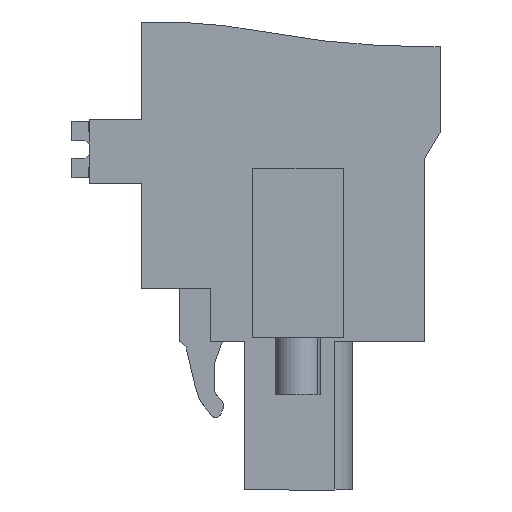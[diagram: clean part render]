
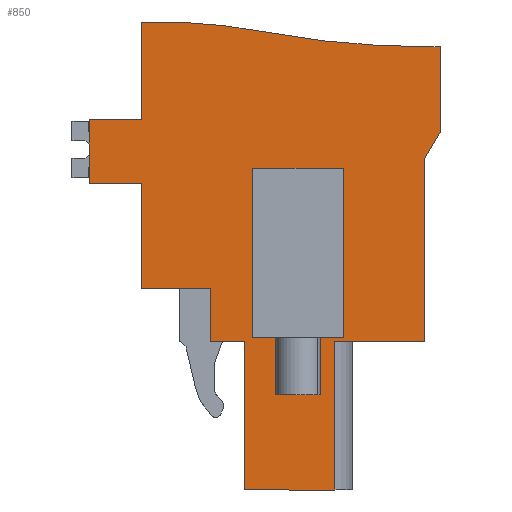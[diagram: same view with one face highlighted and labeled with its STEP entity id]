
A CAD part, left-side view. The second image highlights one B-rep face of the part: STEP entity #850.
In plain terms, the highlighted planar face has unit normal (-1, 0, 0).
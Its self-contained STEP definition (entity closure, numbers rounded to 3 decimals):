
#692=AXIS2_PLACEMENT_3D('Plane Axis2P3D',#689,#690,#691) ;
#705=AXIS2_PLACEMENT_3D('Circle Axis2P3D',#703,#704,$) ;
#712=AXIS2_PLACEMENT_3D('Circle Axis2P3D',#710,#711,$) ;
#49=CARTESIAN_POINT('Vertex',(4.9,12.85,8.35)) ;
#52=CARTESIAN_POINT('Line Origine',(4.9,12.85,9.825)) ;
#56=CARTESIAN_POINT('Vertex',(4.9,12.85,11.3)) ;
#616=CARTESIAN_POINT('Vertex',(4.9,10.937,8.35)) ;
#619=CARTESIAN_POINT('Line Origine',(4.9,11.893,8.35)) ;
#689=CARTESIAN_POINT('Axis2P3D Location',(4.9,3.817,22.4)) ;
#694=CARTESIAN_POINT('Line Origine',(4.9,0.,22.459)) ;
#698=CARTESIAN_POINT('Vertex',(4.9,0.,20.059)) ;
#700=CARTESIAN_POINT('Vertex',(4.9,0.,24.859)) ;
#703=CARTESIAN_POINT('Axis2P3D Location',(4.9,0.92,72.85)) ;
#707=CARTESIAN_POINT('Vertex',(4.9,9.844,25.687)) ;
#710=CARTESIAN_POINT('Axis2P3D Location',(4.9,15.85,-6.057)) ;
#714=CARTESIAN_POINT('Vertex',(4.9,16.75,26.237)) ;
#717=CARTESIAN_POINT('Line Origine',(4.9,16.75,23.494)) ;
#721=CARTESIAN_POINT('Vertex',(4.9,16.75,20.75)) ;
#724=CARTESIAN_POINT('Line Origine',(4.9,18.2,20.75)) ;
#728=CARTESIAN_POINT('Vertex',(4.9,19.65,20.75)) ;
#731=CARTESIAN_POINT('Line Origine',(4.9,19.65,18.975)) ;
#735=CARTESIAN_POINT('Vertex',(4.9,19.65,17.2)) ;
#738=CARTESIAN_POINT('Line Origine',(4.9,18.2,17.2)) ;
#742=CARTESIAN_POINT('Vertex',(4.9,16.75,17.2)) ;
#745=CARTESIAN_POINT('Line Origine',(4.9,16.75,14.25)) ;
#749=CARTESIAN_POINT('Vertex',(4.9,16.75,11.3)) ;
#752=CARTESIAN_POINT('Line Origine',(4.9,14.8,11.3)) ;
#757=CARTESIAN_POINT('Line Origine',(4.9,10.937,4.175)) ;
#761=CARTESIAN_POINT('Vertex',(4.9,10.937,0.)) ;
#764=CARTESIAN_POINT('Line Origine',(4.9,8.414,0.)) ;
#768=CARTESIAN_POINT('Vertex',(4.9,5.891,0.)) ;
#771=CARTESIAN_POINT('Line Origine',(4.9,5.891,4.175)) ;
#775=CARTESIAN_POINT('Vertex',(4.9,5.891,8.35)) ;
#778=CARTESIAN_POINT('Line Origine',(4.9,3.396,8.35)) ;
#782=CARTESIAN_POINT('Vertex',(4.9,0.9,8.35)) ;
#785=CARTESIAN_POINT('Line Origine',(4.9,0.9,13.425)) ;
#789=CARTESIAN_POINT('Vertex',(4.9,0.9,18.5)) ;
#792=CARTESIAN_POINT('Line Origine',(4.9,0.45,19.279)) ;
#816=CARTESIAN_POINT('Line Origine',(4.9,7.964,8.55)) ;
#820=CARTESIAN_POINT('Vertex',(4.9,10.514,8.55)) ;
#822=CARTESIAN_POINT('Vertex',(4.9,5.414,8.55)) ;
#825=CARTESIAN_POINT('Line Origine',(4.9,10.514,13.3)) ;
#829=CARTESIAN_POINT('Vertex',(4.9,10.514,18.05)) ;
#832=CARTESIAN_POINT('Line Origine',(4.9,7.964,18.05)) ;
#836=CARTESIAN_POINT('Vertex',(4.9,5.414,18.05)) ;
#839=CARTESIAN_POINT('Line Origine',(4.9,5.414,13.3)) ;
#53=DIRECTION('Vector Direction',(0.,0.,1.)) ;
#620=DIRECTION('Vector Direction',(0.,1.,0.)) ;
#690=DIRECTION('Axis2P3D Direction',(1.,0.,0.)) ;
#691=DIRECTION('Axis2P3D XDirection',(0.,1.,0.)) ;
#695=DIRECTION('Vector Direction',(0.,0.,1.)) ;
#704=DIRECTION('Axis2P3D Direction',(1.,0.,0.)) ;
#711=DIRECTION('Axis2P3D Direction',(1.,0.,0.)) ;
#718=DIRECTION('Vector Direction',(0.,0.,1.)) ;
#725=DIRECTION('Vector Direction',(0.,-1.,0.)) ;
#732=DIRECTION('Vector Direction',(0.,0.,1.)) ;
#739=DIRECTION('Vector Direction',(0.,1.,0.)) ;
#746=DIRECTION('Vector Direction',(0.,0.,1.)) ;
#753=DIRECTION('Vector Direction',(0.,-1.,0.)) ;
#758=DIRECTION('Vector Direction',(0.,0.,-1.)) ;
#765=DIRECTION('Vector Direction',(0.,-1.,0.)) ;
#772=DIRECTION('Vector Direction',(0.,0.,-1.)) ;
#779=DIRECTION('Vector Direction',(0.,1.,0.)) ;
#786=DIRECTION('Vector Direction',(0.,0.,-1.)) ;
#793=DIRECTION('Vector Direction',(0.,-0.5,0.866)) ;
#817=DIRECTION('Vector Direction',(0.,-1.,0.)) ;
#826=DIRECTION('Vector Direction',(0.,0.,-1.)) ;
#833=DIRECTION('Vector Direction',(0.,-1.,0.)) ;
#840=DIRECTION('Vector Direction',(0.,0.,-1.)) ;
#54=VECTOR('Line Direction',#53,1.) ;
#621=VECTOR('Line Direction',#620,1.) ;
#696=VECTOR('Line Direction',#695,1.) ;
#719=VECTOR('Line Direction',#718,1.) ;
#726=VECTOR('Line Direction',#725,1.) ;
#733=VECTOR('Line Direction',#732,1.) ;
#740=VECTOR('Line Direction',#739,1.) ;
#747=VECTOR('Line Direction',#746,1.) ;
#754=VECTOR('Line Direction',#753,1.) ;
#759=VECTOR('Line Direction',#758,1.) ;
#766=VECTOR('Line Direction',#765,1.) ;
#773=VECTOR('Line Direction',#772,1.) ;
#780=VECTOR('Line Direction',#779,1.) ;
#787=VECTOR('Line Direction',#786,1.) ;
#794=VECTOR('Line Direction',#793,1.) ;
#818=VECTOR('Line Direction',#817,1.) ;
#827=VECTOR('Line Direction',#826,1.) ;
#834=VECTOR('Line Direction',#833,1.) ;
#841=VECTOR('Line Direction',#840,1.) ;
#798=ORIENTED_EDGE('',*,*,#702,.T.) ;
#799=ORIENTED_EDGE('',*,*,#709,.T.) ;
#800=ORIENTED_EDGE('',*,*,#716,.F.) ;
#801=ORIENTED_EDGE('',*,*,#723,.F.) ;
#802=ORIENTED_EDGE('',*,*,#730,.F.) ;
#803=ORIENTED_EDGE('',*,*,#737,.F.) ;
#804=ORIENTED_EDGE('',*,*,#744,.F.) ;
#805=ORIENTED_EDGE('',*,*,#751,.F.) ;
#806=ORIENTED_EDGE('',*,*,#756,.T.) ;
#807=ORIENTED_EDGE('',*,*,#58,.F.) ;
#808=ORIENTED_EDGE('',*,*,#623,.F.) ;
#809=ORIENTED_EDGE('',*,*,#763,.T.) ;
#810=ORIENTED_EDGE('',*,*,#770,.T.) ;
#811=ORIENTED_EDGE('',*,*,#777,.F.) ;
#812=ORIENTED_EDGE('',*,*,#784,.F.) ;
#813=ORIENTED_EDGE('',*,*,#791,.F.) ;
#814=ORIENTED_EDGE('',*,*,#796,.T.) ;
#845=ORIENTED_EDGE('',*,*,#824,.F.) ;
#846=ORIENTED_EDGE('',*,*,#831,.F.) ;
#847=ORIENTED_EDGE('',*,*,#838,.F.) ;
#848=ORIENTED_EDGE('',*,*,#843,.T.) ;
#849=FACE_BOUND('',#844,.T.) ;
#850=ADVANCED_FACE('HOUSING',(#815,#849),#693,.F.) ;
#706=CIRCLE('generated circle',#705,48.) ;
#713=CIRCLE('generated circle',#712,32.307) ;
#58=EDGE_CURVE('',#50,#57,#55,.T.) ;
#623=EDGE_CURVE('',#617,#50,#622,.T.) ;
#702=EDGE_CURVE('',#699,#701,#697,.T.) ;
#709=EDGE_CURVE('',#701,#708,#706,.T.) ;
#716=EDGE_CURVE('',#715,#708,#713,.T.) ;
#723=EDGE_CURVE('',#722,#715,#720,.T.) ;
#730=EDGE_CURVE('',#729,#722,#727,.T.) ;
#737=EDGE_CURVE('',#736,#729,#734,.T.) ;
#744=EDGE_CURVE('',#743,#736,#741,.T.) ;
#751=EDGE_CURVE('',#750,#743,#748,.T.) ;
#756=EDGE_CURVE('',#750,#57,#755,.T.) ;
#763=EDGE_CURVE('',#617,#762,#760,.T.) ;
#770=EDGE_CURVE('',#762,#769,#767,.T.) ;
#777=EDGE_CURVE('',#776,#769,#774,.T.) ;
#784=EDGE_CURVE('',#783,#776,#781,.T.) ;
#791=EDGE_CURVE('',#790,#783,#788,.T.) ;
#796=EDGE_CURVE('',#790,#699,#795,.T.) ;
#824=EDGE_CURVE('',#821,#823,#819,.T.) ;
#831=EDGE_CURVE('',#830,#821,#828,.T.) ;
#838=EDGE_CURVE('',#837,#830,#835,.F.) ;
#843=EDGE_CURVE('',#837,#823,#842,.T.) ;
#797=EDGE_LOOP('',(#798,#799,#800,#801,#802,#803,#804,#805,#806,#807,#808,#809,#810,#811,#812,#813,#814)) ;
#844=EDGE_LOOP('',(#845,#846,#847,#848)) ;
#815=FACE_OUTER_BOUND('',#797,.T.) ;
#55=LINE('Line',#52,#54) ;
#622=LINE('Line',#619,#621) ;
#697=LINE('Line',#694,#696) ;
#720=LINE('Line',#717,#719) ;
#727=LINE('Line',#724,#726) ;
#734=LINE('Line',#731,#733) ;
#741=LINE('Line',#738,#740) ;
#748=LINE('Line',#745,#747) ;
#755=LINE('Line',#752,#754) ;
#760=LINE('Line',#757,#759) ;
#767=LINE('Line',#764,#766) ;
#774=LINE('Line',#771,#773) ;
#781=LINE('Line',#778,#780) ;
#788=LINE('Line',#785,#787) ;
#795=LINE('Line',#792,#794) ;
#819=LINE('Line',#816,#818) ;
#828=LINE('Line',#825,#827) ;
#835=LINE('Line',#832,#834) ;
#842=LINE('Line',#839,#841) ;
#693=PLANE('',#692) ;
#50=VERTEX_POINT('',#49) ;
#57=VERTEX_POINT('',#56) ;
#617=VERTEX_POINT('',#616) ;
#699=VERTEX_POINT('',#698) ;
#701=VERTEX_POINT('',#700) ;
#708=VERTEX_POINT('',#707) ;
#715=VERTEX_POINT('',#714) ;
#722=VERTEX_POINT('',#721) ;
#729=VERTEX_POINT('',#728) ;
#736=VERTEX_POINT('',#735) ;
#743=VERTEX_POINT('',#742) ;
#750=VERTEX_POINT('',#749) ;
#762=VERTEX_POINT('',#761) ;
#769=VERTEX_POINT('',#768) ;
#776=VERTEX_POINT('',#775) ;
#783=VERTEX_POINT('',#782) ;
#790=VERTEX_POINT('',#789) ;
#821=VERTEX_POINT('',#820) ;
#823=VERTEX_POINT('',#822) ;
#830=VERTEX_POINT('',#829) ;
#837=VERTEX_POINT('',#836) ;
